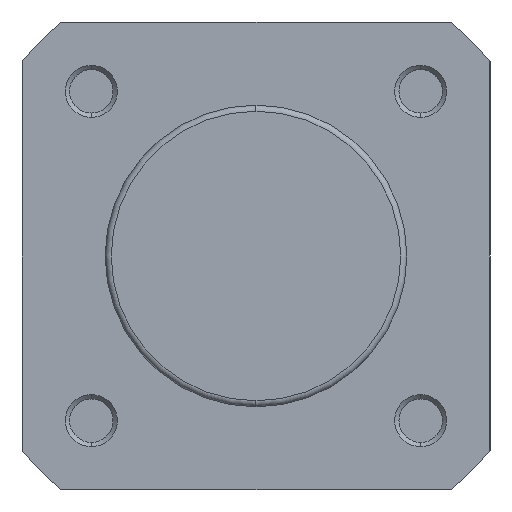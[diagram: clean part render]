
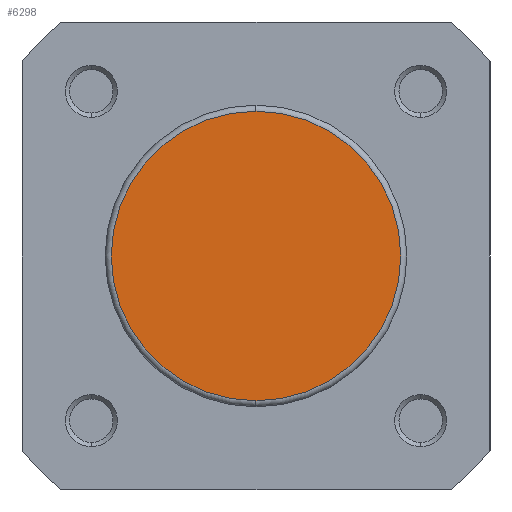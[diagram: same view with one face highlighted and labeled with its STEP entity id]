
A CAD part, left-side view. The second image highlights one B-rep face of the part: STEP entity #6298.
In plain terms, the highlighted planar face has unit normal (-1, 0, 0).
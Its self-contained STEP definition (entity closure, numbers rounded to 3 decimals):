
#82 = ORIENTED_EDGE ( 'NONE', *, *, #3071, .T. ) ;
#85 = ORIENTED_EDGE ( 'NONE', *, *, #3137, .T. ) ;
#108 = CARTESIAN_POINT ( 'NONE',  ( 0., 0., 0. ) ) ;
#109 = DIRECTION ( 'NONE',  ( -1., 0., 0. ) ) ;
#110 = DIRECTION ( 'NONE',  ( 0., 0., 1. ) ) ;
#257 = CARTESIAN_POINT ( 'NONE',  ( 0., 0., 0. ) ) ;
#259 = DIRECTION ( 'NONE',  ( -1., 0., 0. ) ) ;
#260 = DIRECTION ( 'NONE',  ( 0., 0., 1. ) ) ;
#424 = CARTESIAN_POINT ( 'NONE',  ( 0., 0., 16.7 ) ) ;
#476 = CARTESIAN_POINT ( 'NONE',  ( 0., 0., -16.7 ) ) ;
#1618 = AXIS2_PLACEMENT_3D ( 'NONE', #1709, #1720, #1721 ) ;
#1706 = PLANE ( 'NONE',  #1618 ) ;
#1709 = CARTESIAN_POINT ( 'NONE',  ( 0., -17.4, 0. ) ) ;
#1720 = DIRECTION ( 'NONE',  ( -1., 0., 0. ) ) ;
#1721 = DIRECTION ( 'NONE',  ( 0., 0., 1. ) ) ;
#1798 = CIRCLE ( 'NONE', #3305, 16.7 ) ;
#2038 = CIRCLE ( 'NONE', #3323, 16.7 ) ;
#2597 = FACE_OUTER_BOUND ( 'NONE', #4780, .T. ) ;
#3071 = EDGE_CURVE ( 'NONE', #3448, #3500, #1798, .T. ) ;
#3137 = EDGE_CURVE ( 'NONE', #3500, #3448, #2038, .T. ) ;
#3305 = AXIS2_PLACEMENT_3D ( 'NONE', #108, #109, #110 ) ;
#3323 = AXIS2_PLACEMENT_3D ( 'NONE', #257, #259, #260 ) ;
#3448 = VERTEX_POINT ( 'NONE', #424 ) ;
#3500 = VERTEX_POINT ( 'NONE', #476 ) ;
#4780 = EDGE_LOOP ( 'NONE', ( #82, #85 ) ) ;
#6298 = ADVANCED_FACE ( 'NONE', ( #2597 ), #1706, .T. ) ;
